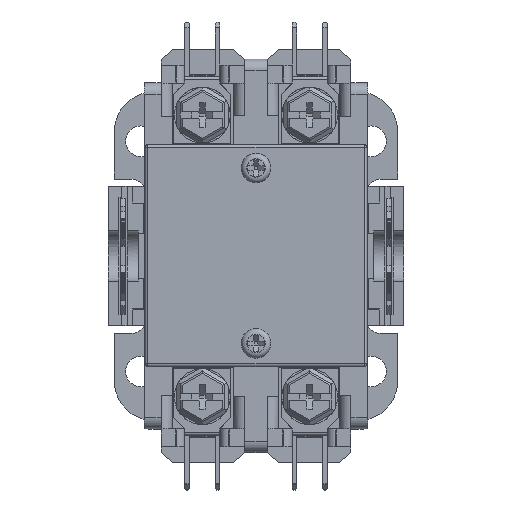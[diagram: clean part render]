
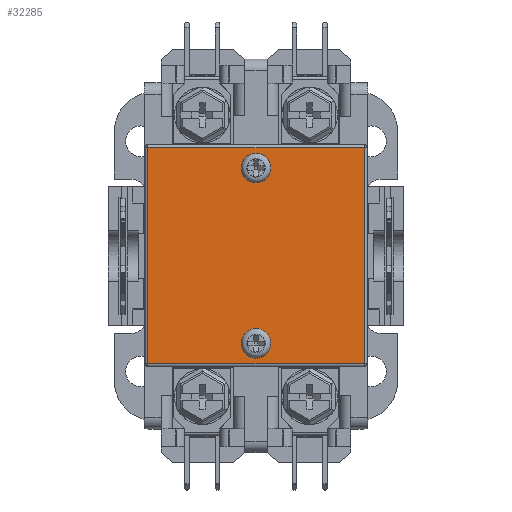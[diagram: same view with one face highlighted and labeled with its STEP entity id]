
A CAD part, top view. The second image highlights one B-rep face of the part: STEP entity #32285.
In plain terms, the highlighted planar face has unit normal (0, 0, 1).
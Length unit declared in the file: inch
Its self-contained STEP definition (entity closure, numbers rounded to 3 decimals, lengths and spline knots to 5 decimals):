
#369=FACE_BOUND('',#3402,.T.);
#370=FACE_BOUND('',#3403,.T.);
#502=PLANE('',#34139);
#1686=FACE_OUTER_BOUND('',#3401,.T.);
#3401=EDGE_LOOP('',(#21389,#21390,#21391,#21392));
#3402=EDGE_LOOP('',(#21393,#21394));
#3403=EDGE_LOOP('',(#21395,#21396));
#5488=LINE('',#47036,#8984);
#5492=LINE('',#47049,#8988);
#5494=LINE('',#47052,#8990);
#5500=LINE('',#47061,#8996);
#8984=VECTOR('',#37604,0.3937);
#8988=VECTOR('',#37620,0.3937);
#8990=VECTOR('',#37624,0.3937);
#8996=VECTOR('',#37636,0.3937);
#12193=CIRCLE('',#34140,0.10433);
#12194=CIRCLE('',#34141,0.10433);
#12195=CIRCLE('',#34142,0.10433);
#12196=CIRCLE('',#34143,0.10433);
#13471=VERTEX_POINT('',#47018);
#13472=VERTEX_POINT('',#47022);
#13475=VERTEX_POINT('',#47029);
#13480=VERTEX_POINT('',#47045);
#13483=VERTEX_POINT('',#47074);
#13484=VERTEX_POINT('',#47075);
#13485=VERTEX_POINT('',#47078);
#13486=VERTEX_POINT('',#47079);
#16535=EDGE_CURVE('',#13475,#13471,#5488,.T.);
#16542=EDGE_CURVE('',#13472,#13480,#5492,.T.);
#16544=EDGE_CURVE('',#13480,#13475,#5494,.T.);
#16550=EDGE_CURVE('',#13471,#13472,#5500,.T.);
#16557=EDGE_CURVE('',#13483,#13484,#12193,.T.);
#16558=EDGE_CURVE('',#13484,#13483,#12194,.T.);
#16559=EDGE_CURVE('',#13485,#13486,#12195,.T.);
#16560=EDGE_CURVE('',#13486,#13485,#12196,.T.);
#21389=ORIENTED_EDGE('',*,*,#16542,.F.);
#21390=ORIENTED_EDGE('',*,*,#16550,.F.);
#21391=ORIENTED_EDGE('',*,*,#16535,.F.);
#21392=ORIENTED_EDGE('',*,*,#16544,.F.);
#21393=ORIENTED_EDGE('',*,*,#16557,.T.);
#21394=ORIENTED_EDGE('',*,*,#16558,.T.);
#21395=ORIENTED_EDGE('',*,*,#16559,.T.);
#21396=ORIENTED_EDGE('',*,*,#16560,.T.);
#32285=ADVANCED_FACE('',(#1686,#369,#370),#502,.T.);
#34139=AXIS2_PLACEMENT_3D('',#47073,#37649,#37650);
#34140=AXIS2_PLACEMENT_3D('',#47076,#37651,#37652);
#34141=AXIS2_PLACEMENT_3D('',#47077,#37653,#37654);
#34142=AXIS2_PLACEMENT_3D('',#47080,#37655,#37656);
#34143=AXIS2_PLACEMENT_3D('',#47081,#37657,#37658);
#37604=DIRECTION('',(0.,1.,0.));
#37620=DIRECTION('',(0.,-1.,0.));
#37624=DIRECTION('',(-1.,0.,0.));
#37636=DIRECTION('',(1.,0.,0.));
#37649=DIRECTION('center_axis',(0.,0.,1.));
#37650=DIRECTION('ref_axis',(1.,0.,0.));
#37651=DIRECTION('center_axis',(0.,0.,-1.));
#37652=DIRECTION('ref_axis',(-1.,0.,0.));
#37653=DIRECTION('center_axis',(0.,0.,-1.));
#37654=DIRECTION('ref_axis',(-1.,0.,0.));
#37655=DIRECTION('center_axis',(0.,0.,-1.));
#37656=DIRECTION('ref_axis',(1.,0.,0.));
#37657=DIRECTION('center_axis',(0.,0.,-1.));
#37658=DIRECTION('ref_axis',(1.,0.,0.));
#47018=CARTESIAN_POINT('',(-0.76378,0.76378,2.53543));
#47022=CARTESIAN_POINT('',(0.76378,0.76378,2.53543));
#47029=CARTESIAN_POINT('',(-0.76378,-0.76378,2.53543));
#47036=CARTESIAN_POINT('',(-0.76378,0.58858,2.53543));
#47045=CARTESIAN_POINT('',(0.76378,-0.76378,2.53543));
#47049=CARTESIAN_POINT('',(0.76378,0.58858,2.53543));
#47052=CARTESIAN_POINT('',(-0.19685,-0.76378,2.53543));
#47061=CARTESIAN_POINT('',(-0.19685,0.76378,2.53543));
#47073=CARTESIAN_POINT('Origin',(-0.3937,0.3937,2.53543));
#47074=CARTESIAN_POINT('',(0.,0.51476,2.53543));
#47075=CARTESIAN_POINT('',(-0.10433,0.61909,2.53543));
#47076=CARTESIAN_POINT('Origin',(0.,0.61909,
2.53543));
#47077=CARTESIAN_POINT('Origin',(0.,0.61909,
2.53543));
#47078=CARTESIAN_POINT('',(0.,-0.72343,2.53543));
#47079=CARTESIAN_POINT('',(-0.10433,-0.61909,2.53543));
#47080=CARTESIAN_POINT('Origin',(0.,-0.61909,
2.53543));
#47081=CARTESIAN_POINT('Origin',(0.,-0.61909,
2.53543));
